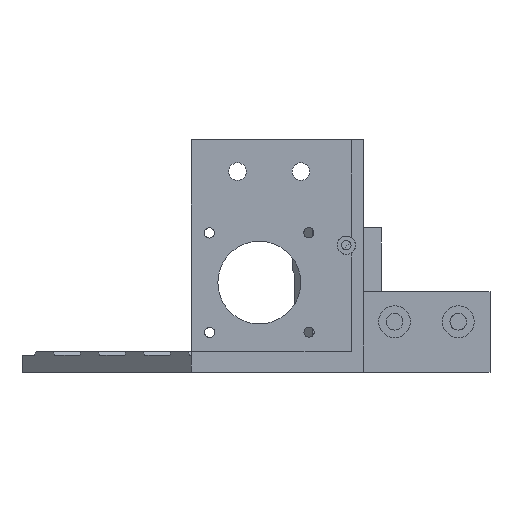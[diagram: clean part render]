
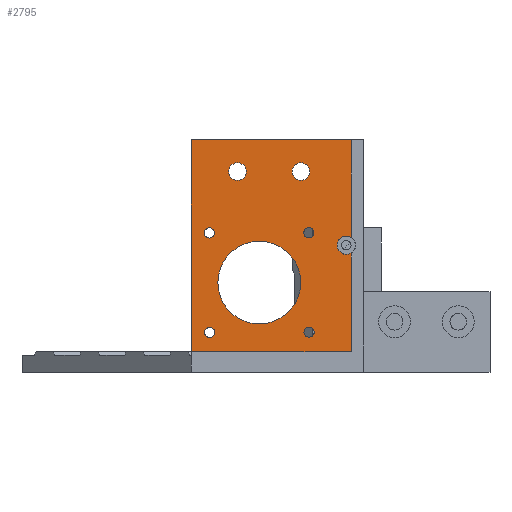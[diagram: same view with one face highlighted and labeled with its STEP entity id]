
A CAD part, front view. The second image highlights one B-rep face of the part: STEP entity #2795.
In plain terms, the highlighted planar face has unit normal (0, -1, 0).
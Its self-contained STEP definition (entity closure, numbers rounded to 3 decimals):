
#94=FACE_BOUND('',#489,.T.);
#95=FACE_BOUND('',#490,.T.);
#96=FACE_BOUND('',#491,.T.);
#97=FACE_BOUND('',#492,.T.);
#98=FACE_BOUND('',#493,.T.);
#99=FACE_BOUND('',#494,.T.);
#100=FACE_BOUND('',#495,.T.);
#128=CIRCLE('',#2866,2.9);
#130=CIRCLE('',#2868,2.9);
#177=CIRCLE('',#2954,2.75);
#179=CIRCLE('',#2957,2.75);
#190=CIRCLE('',#3036,13.);
#191=CIRCLE('',#3037,1.6);
#192=CIRCLE('',#3038,1.6);
#193=CIRCLE('',#3039,1.6);
#194=CIRCLE('',#3040,1.6);
#310=FACE_OUTER_BOUND('',#488,.T.);
#488=EDGE_LOOP('',(#2354,#2355,#2356,#2357,#2358,#2359,#2360));
#489=EDGE_LOOP('',(#2361));
#490=EDGE_LOOP('',(#2362));
#491=EDGE_LOOP('',(#2363));
#492=EDGE_LOOP('',(#2364));
#493=EDGE_LOOP('',(#2365));
#494=EDGE_LOOP('',(#2366));
#495=EDGE_LOOP('',(#2367));
#569=LINE('',#3949,#872);
#572=LINE('',#3954,#875);
#794=LINE('',#4532,#1097);
#795=LINE('',#4534,#1098);
#796=LINE('',#4535,#1099);
#872=VECTOR('',#3171,10.);
#875=VECTOR('',#3176,10.);
#1097=VECTOR('',#3726,10.);
#1098=VECTOR('',#3727,10.);
#1099=VECTOR('',#3728,10.);
#1175=VERTEX_POINT('',#3920);
#1176=VERTEX_POINT('',#3922);
#1179=VERTEX_POINT('',#3928);
#1187=VERTEX_POINT('',#3948);
#1188=VERTEX_POINT('',#3952);
#1257=VERTEX_POINT('',#4141);
#1259=VERTEX_POINT('',#4147);
#1380=VERTEX_POINT('',#4531);
#1381=VERTEX_POINT('',#4533);
#1382=VERTEX_POINT('',#4536);
#1383=VERTEX_POINT('',#4538);
#1384=VERTEX_POINT('',#4540);
#1385=VERTEX_POINT('',#4542);
#1386=VERTEX_POINT('',#4544);
#1441=EDGE_CURVE('',#1176,#1175,#128,.T.);
#1445=EDGE_CURVE('',#1175,#1179,#130,.T.);
#1454=EDGE_CURVE('',#1187,#1176,#569,.T.);
#1457=EDGE_CURVE('',#1179,#1188,#572,.T.);
#1545=EDGE_CURVE('',#1257,#1257,#177,.T.);
#1548=EDGE_CURVE('',#1259,#1259,#179,.T.);
#1742=EDGE_CURVE('',#1188,#1380,#794,.T.);
#1743=EDGE_CURVE('',#1380,#1381,#795,.T.);
#1744=EDGE_CURVE('',#1187,#1381,#796,.T.);
#1745=EDGE_CURVE('',#1382,#1382,#190,.T.);
#1746=EDGE_CURVE('',#1383,#1383,#191,.T.);
#1747=EDGE_CURVE('',#1384,#1384,#192,.T.);
#1748=EDGE_CURVE('',#1385,#1385,#193,.T.);
#1749=EDGE_CURVE('',#1386,#1386,#194,.T.);
#2354=ORIENTED_EDGE('',*,*,#1441,.T.);
#2355=ORIENTED_EDGE('',*,*,#1445,.T.);
#2356=ORIENTED_EDGE('',*,*,#1457,.T.);
#2357=ORIENTED_EDGE('',*,*,#1742,.T.);
#2358=ORIENTED_EDGE('',*,*,#1743,.T.);
#2359=ORIENTED_EDGE('',*,*,#1744,.F.);
#2360=ORIENTED_EDGE('',*,*,#1454,.T.);
#2361=ORIENTED_EDGE('',*,*,#1745,.T.);
#2362=ORIENTED_EDGE('',*,*,#1746,.T.);
#2363=ORIENTED_EDGE('',*,*,#1747,.T.);
#2364=ORIENTED_EDGE('',*,*,#1548,.T.);
#2365=ORIENTED_EDGE('',*,*,#1748,.T.);
#2366=ORIENTED_EDGE('',*,*,#1749,.T.);
#2367=ORIENTED_EDGE('',*,*,#1545,.T.);
#2659=PLANE('',#3035);
#2795=ADVANCED_FACE('',(#310,#94,#95,#96,#97,#98,#99,#100),#2659,.T.);
#2866=AXIS2_PLACEMENT_3D('',#3923,#3151,#3152);
#2868=AXIS2_PLACEMENT_3D('',#3930,#3157,#3158);
#2954=AXIS2_PLACEMENT_3D('',#4143,#3378,#3379);
#2957=AXIS2_PLACEMENT_3D('',#4149,#3385,#3386);
#3035=AXIS2_PLACEMENT_3D('',#4530,#3724,#3725);
#3036=AXIS2_PLACEMENT_3D('',#4537,#3729,#3730);
#3037=AXIS2_PLACEMENT_3D('',#4539,#3731,#3732);
#3038=AXIS2_PLACEMENT_3D('',#4541,#3733,#3734);
#3039=AXIS2_PLACEMENT_3D('',#4543,#3735,#3736);
#3040=AXIS2_PLACEMENT_3D('',#4545,#3737,#3738);
#3151=DIRECTION('center_axis',(0.,1.,0.));
#3152=DIRECTION('ref_axis',(1.,0.,0.));
#3157=DIRECTION('center_axis',(0.,1.,0.));
#3158=DIRECTION('ref_axis',(1.,0.,0.));
#3171=DIRECTION('',(0.,0.,1.));
#3176=DIRECTION('',(0.,0.,1.));
#3378=DIRECTION('center_axis',(0.,1.,0.));
#3379=DIRECTION('ref_axis',(1.,0.,0.));
#3385=DIRECTION('center_axis',(0.,1.,0.));
#3386=DIRECTION('ref_axis',(1.,0.,0.));
#3724=DIRECTION('center_axis',(0.,-1.,0.));
#3725=DIRECTION('ref_axis',(1.,0.,0.));
#3726=DIRECTION('',(-1.,0.,0.));
#3727=DIRECTION('',(0.,0.,-1.));
#3728=DIRECTION('',(-1.,0.,0.));
#3729=DIRECTION('center_axis',(0.,1.,0.));
#3730=DIRECTION('ref_axis',(1.,0.,0.));
#3731=DIRECTION('center_axis',(0.,1.,0.));
#3732=DIRECTION('ref_axis',(1.,0.,0.));
#3733=DIRECTION('center_axis',(0.,1.,0.));
#3734=DIRECTION('ref_axis',(1.,0.,0.));
#3735=DIRECTION('center_axis',(0.,1.,0.));
#3736=DIRECTION('ref_axis',(1.,0.,0.));
#3737=DIRECTION('center_axis',(0.,1.,0.));
#3738=DIRECTION('ref_axis',(1.,0.,0.));
#3920=CARTESIAN_POINT('',(22.431,-32.268,39.887));
#3922=CARTESIAN_POINT('',(26.899,-32.268,37.448));
#3923=CARTESIAN_POINT('Origin',(25.331,-32.268,39.887));
#3928=CARTESIAN_POINT('',(26.899,-32.268,42.327));
#3930=CARTESIAN_POINT('Origin',(25.331,-32.268,39.887));
#3948=CARTESIAN_POINT('',(26.899,-32.268,6.5));
#3949=CARTESIAN_POINT('',(26.899,-32.268,49.375));
#3952=CARTESIAN_POINT('',(26.899,-32.268,73.));
#3954=CARTESIAN_POINT('',(26.899,-32.268,49.375));
#4141=CARTESIAN_POINT('',(-11.581,-32.268,63.));
#4143=CARTESIAN_POINT('Origin',(-8.831,-32.268,63.));
#4147=CARTESIAN_POINT('',(8.319,-32.268,63.));
#4149=CARTESIAN_POINT('Origin',(11.069,-32.268,63.));
#4530=CARTESIAN_POINT('Origin',(3.664,-32.268,39.75));
#4531=CARTESIAN_POINT('',(-23.331,-32.268,73.));
#4532=CARTESIAN_POINT('',(30.659,-32.268,73.));
#4533=CARTESIAN_POINT('',(-23.331,-32.268,6.5));
#4534=CARTESIAN_POINT('',(-23.331,-32.268,73.));
#4535=CARTESIAN_POINT('',(2.724,-32.268,6.5));
#4536=CARTESIAN_POINT('',(-15.,-32.268,28.15));
#4537=CARTESIAN_POINT('Origin',(-2.,-32.268,28.15));
#4538=CARTESIAN_POINT('',(-19.25,-32.268,43.73));
#4539=CARTESIAN_POINT('Origin',(-17.65,-32.268,43.73));
#4540=CARTESIAN_POINT('',(-19.18,-32.268,12.5));
#4541=CARTESIAN_POINT('Origin',(-17.58,-32.268,12.5));
#4542=CARTESIAN_POINT('',(11.98,-32.268,43.8));
#4543=CARTESIAN_POINT('Origin',(13.58,-32.268,43.8));
#4544=CARTESIAN_POINT('',(12.05,-32.268,12.57));
#4545=CARTESIAN_POINT('Origin',(13.65,-32.268,12.57));
